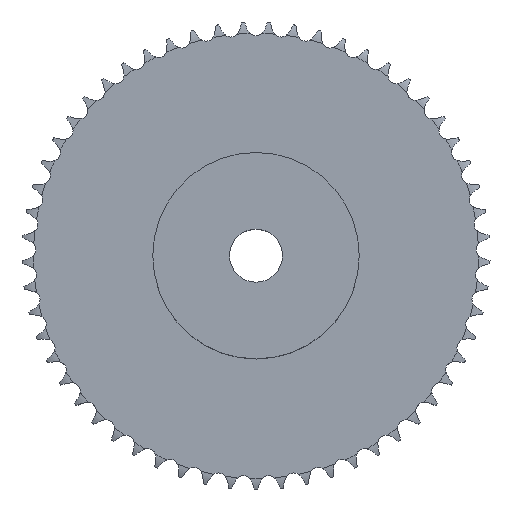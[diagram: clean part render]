
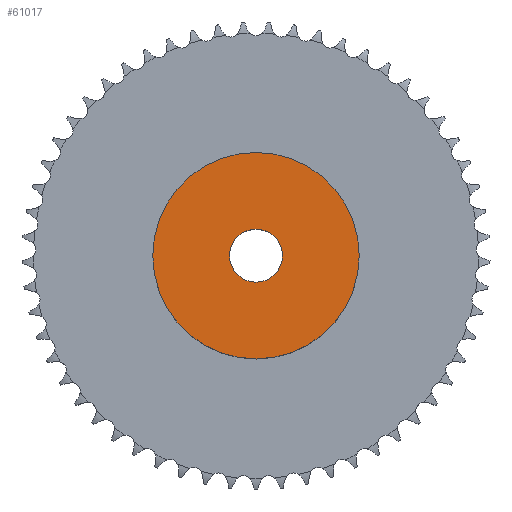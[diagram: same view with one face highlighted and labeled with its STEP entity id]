
A CAD part, top view. The second image highlights one B-rep face of the part: STEP entity #61017.
In plain terms, the highlighted planar face has unit normal (0, 0, 1).
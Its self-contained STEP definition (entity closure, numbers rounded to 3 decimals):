
#6573 = CYLINDRICAL_SURFACE('',#6574,39.);
#6574 = AXIS2_PLACEMENT_3D('',#6575,#6576,#6577);
#6575 = CARTESIAN_POINT('',(0.,0.,0.));
#6576 = DIRECTION('',(-0.,-0.,-1.));
#6577 = DIRECTION('',(1.,0.,0.));
#38278 = VERTEX_POINT('',#38279);
#38279 = CARTESIAN_POINT('',(39.,0.,35.));
#38300 = EDGE_CURVE('',#38278,#38278,#38301,.T.);
#38301 = SURFACE_CURVE('',#38302,(#38307,#38314),.PCURVE_S1.);
#38302 = CIRCLE('',#38303,39.);
#38303 = AXIS2_PLACEMENT_3D('',#38304,#38305,#38306);
#38304 = CARTESIAN_POINT('',(0.,0.,35.));
#38305 = DIRECTION('',(0.,0.,1.));
#38306 = DIRECTION('',(1.,0.,0.));
#38307 = PCURVE('',#6573,#38308);
#38308 = DEFINITIONAL_REPRESENTATION('',(#38309),#38313);
#38309 = LINE('',#38310,#38311);
#38310 = CARTESIAN_POINT('',(-0.,-35.));
#38311 = VECTOR('',#38312,1.);
#38312 = DIRECTION('',(-1.,0.));
#38313 = ( GEOMETRIC_REPRESENTATION_CONTEXT(2) 
PARAMETRIC_REPRESENTATION_CONTEXT() REPRESENTATION_CONTEXT('2D SPACE',''
  ) );
#38314 = PCURVE('',#38315,#38320);
#38315 = PLANE('',#38316);
#38316 = AXIS2_PLACEMENT_3D('',#38317,#38318,#38319);
#38317 = CARTESIAN_POINT('',(0.,0.,35.)
  );
#38318 = DIRECTION('',(0.,0.,1.));
#38319 = DIRECTION('',(1.,0.,0.));
#38320 = DEFINITIONAL_REPRESENTATION('',(#38321),#38325);
#38321 = CIRCLE('',#38322,39.);
#38322 = AXIS2_PLACEMENT_2D('',#38323,#38324);
#38323 = CARTESIAN_POINT('',(0.,0.));
#38324 = DIRECTION('',(1.,0.));
#38325 = ( GEOMETRIC_REPRESENTATION_CONTEXT(2) 
PARAMETRIC_REPRESENTATION_CONTEXT() REPRESENTATION_CONTEXT('2D SPACE',''
  ) );
#51542 = CYLINDRICAL_SURFACE('',#51543,10.);
#51543 = AXIS2_PLACEMENT_3D('',#51544,#51545,#51546);
#51544 = CARTESIAN_POINT('',(0.,0.,262.982));
#51545 = DIRECTION('',(0.,0.,1.));
#51546 = DIRECTION('',(1.,0.,0.));
#61017 = ADVANCED_FACE('',(#61018,#61021),#38315,.T.);
#61018 = FACE_BOUND('',#61019,.T.);
#61019 = EDGE_LOOP('',(#61020));
#61020 = ORIENTED_EDGE('',*,*,#38300,.T.);
#61021 = FACE_BOUND('',#61022,.T.);
#61022 = EDGE_LOOP('',(#61023));
#61023 = ORIENTED_EDGE('',*,*,#61024,.F.);
#61024 = EDGE_CURVE('',#61025,#61025,#61027,.T.);
#61025 = VERTEX_POINT('',#61026);
#61026 = CARTESIAN_POINT('',(10.,0.,35.));
#61027 = SURFACE_CURVE('',#61028,(#61033,#61040),.PCURVE_S1.);
#61028 = CIRCLE('',#61029,10.);
#61029 = AXIS2_PLACEMENT_3D('',#61030,#61031,#61032);
#61030 = CARTESIAN_POINT('',(0.,0.,35.));
#61031 = DIRECTION('',(0.,0.,1.));
#61032 = DIRECTION('',(1.,0.,0.));
#61033 = PCURVE('',#38315,#61034);
#61034 = DEFINITIONAL_REPRESENTATION('',(#61035),#61039);
#61035 = CIRCLE('',#61036,10.);
#61036 = AXIS2_PLACEMENT_2D('',#61037,#61038);
#61037 = CARTESIAN_POINT('',(0.,0.));
#61038 = DIRECTION('',(1.,0.));
#61039 = ( GEOMETRIC_REPRESENTATION_CONTEXT(2) 
PARAMETRIC_REPRESENTATION_CONTEXT() REPRESENTATION_CONTEXT('2D SPACE',''
  ) );
#61040 = PCURVE('',#51542,#61041);
#61041 = DEFINITIONAL_REPRESENTATION('',(#61042),#61046);
#61042 = LINE('',#61043,#61044);
#61043 = CARTESIAN_POINT('',(0.,-227.982));
#61044 = VECTOR('',#61045,1.);
#61045 = DIRECTION('',(1.,0.));
#61046 = ( GEOMETRIC_REPRESENTATION_CONTEXT(2) 
PARAMETRIC_REPRESENTATION_CONTEXT() REPRESENTATION_CONTEXT('2D SPACE',''
  ) );
